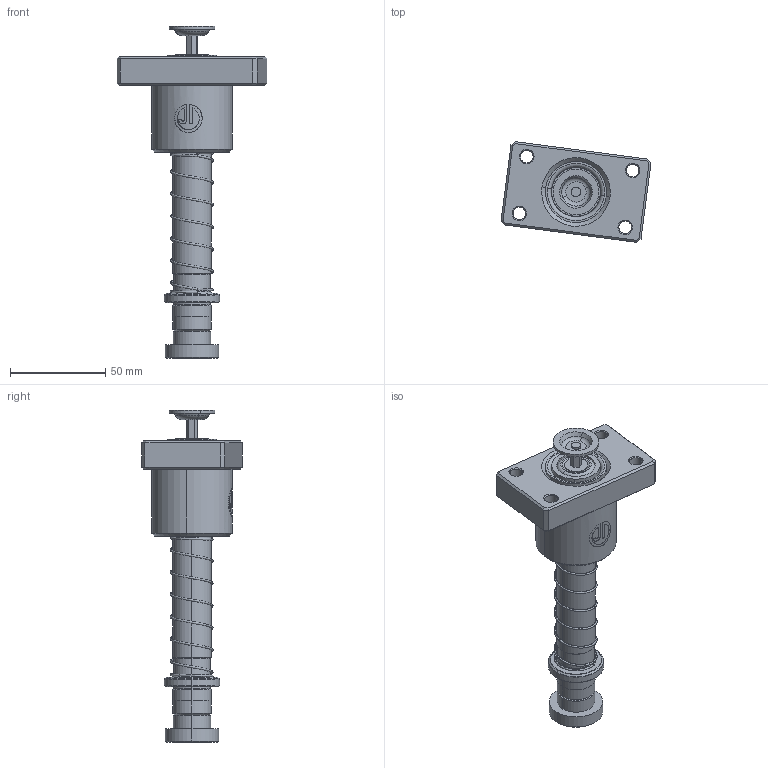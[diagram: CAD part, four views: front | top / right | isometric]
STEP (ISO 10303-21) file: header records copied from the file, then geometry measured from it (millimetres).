
FILE_DESCRIPTION (( 'STEP AP214' ), '1' );
FILE_NAME ('FRMS FRMJ-D20-L130(BL-50).STEP', '2021-09-11T01:33:53', ( '' ), ( '' ), 'SwSTEP 2.0', 'SolidWorks 2016', '' );
FILE_SCHEMA (( 'AUTOMOTIVE_DESIGN' ));
Length unit declared in the file: millimetre
Products named in the file (202): BALL-D3; SAB-20; GTM-M10蹟簽; TBSH25.5-20.5-L50; HWP-D22.5-d20.5-L70; GTM-3-縐种; TRPM蹟簽D20; BSH-D25.5-20.5-50郪蚾; TRPM-D20-L130; SAB-20-1; FRMS FRMJ-D20-L130(BL-50); GTM-24郪蚾; GTM-24
Assembly tree (193 placements, depth 3):
  BALL-D3
  SAB-20
  BALL-D3
  BALL-D3
  BALL-D3
Bounding box: 78.58 x 52.75 x 174 mm (x, y, z)
Volume: 126529.9 mm3; surface area: 63308.4 mm2
Topology: 185 solids, 185 shells, 948 faces, 3789 edges, 2505 vertices
Faces by surface type: sphere 704, plane 79, cylinder 74, cone 48, torus 22, bspline 21
Entity records: 40780 total; most frequent: CARTESIAN_POINT 21909, ORIENTED_EDGE 3320, DIRECTION 2977, EDGE_CURVE 1660, AXIS2_PLACEMENT_3D 1360, VERTEX_POINT 1077, EDGE_LOOP 965, B_SPLINE_CURVE_WITH_KNOTS 796
